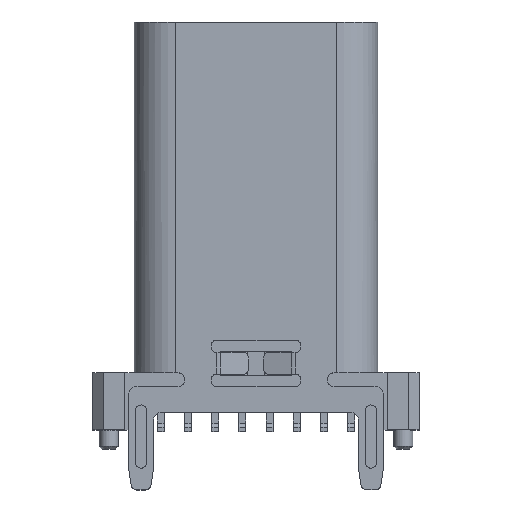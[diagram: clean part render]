
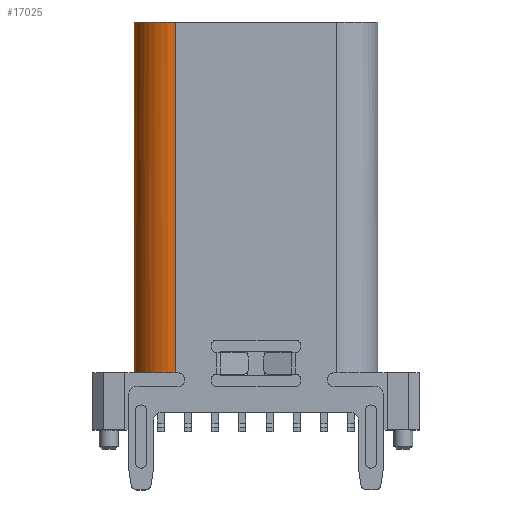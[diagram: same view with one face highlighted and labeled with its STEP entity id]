
A CAD part, top view. The second image highlights one B-rep face of the part: STEP entity #17025.
In plain terms, the highlighted cylindrical face has radius 1.5 mm (diameter 3 mm), a partial arc.
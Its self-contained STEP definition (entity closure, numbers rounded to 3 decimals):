
#4746=CARTESIAN_POINT('',(-0.229,6.306,
-0.318));
#4747=DIRECTION('',(0.,-1.,0.));
#4748=DIRECTION('',(-0.626,0.,0.78));
#4749=AXIS2_PLACEMENT_3D('',#4746,#4747,#4748);
#4832=DIRECTION('',(0.,-1.,0.));
#4833=VECTOR('',#4832,12.9);
#4834=CARTESIAN_POINT('',(-1.729,19.206,
-0.318));
#4835=LINE('',#4834,#4833);
#4839=DIRECTION('',(0.,1.,0.));
#4840=VECTOR('',#4839,12.9);
#4841=CARTESIAN_POINT('',(-0.229,6.306,
1.182));
#4842=LINE('',#4841,#4840);
#5278=CARTESIAN_POINT('',(-0.229,19.206,
-0.318));
#5279=DIRECTION('',(0.,1.,0.));
#5280=DIRECTION('',(-1.,0.,0.));
#5281=AXIS2_PLACEMENT_3D('',#5278,#5279,#5280);
#5728=CARTESIAN_POINT('',(-0.229,6.306,
-0.318));
#5729=DIRECTION('',(0.,-1.,0.));
#5730=DIRECTION('',(0.,0.,1.));
#5731=AXIS2_PLACEMENT_3D('',#5728,#5729,#5730);
#11904=CARTESIAN_POINT('',(-1.167,6.306,
0.852));
#11905=CARTESIAN_POINT('',(-1.729,6.306,
-0.318));
#11906=VERTEX_POINT('',#11904);
#11907=VERTEX_POINT('',#11905);
#12062=CARTESIAN_POINT('',(-0.229,19.206,
1.182));
#12064=VERTEX_POINT('',#12062);
#12764=CARTESIAN_POINT('',(-1.729,19.206,
-0.318));
#12765=VERTEX_POINT('',#12764);
#12766=CARTESIAN_POINT('',(-0.229,6.306,
1.182));
#12767=VERTEX_POINT('',#12766);
#17009=CARTESIAN_POINT('',(-0.229,21.306,
-0.318));
#17010=DIRECTION('',(0.,-1.,0.));
#17011=DIRECTION('',(0.,0.,-1.));
#17012=AXIS2_PLACEMENT_3D('',#17009,#17010,#17011);
#17013=CYLINDRICAL_SURFACE('',#17012,1.5);
#17014=ORIENTED_EDGE('',*,*,#16991,.T.);
#17016=ORIENTED_EDGE('',*,*,#17015,.F.);
#17018=ORIENTED_EDGE('',*,*,#17017,.T.);
#17020=ORIENTED_EDGE('',*,*,#17019,.F.);
#17022=ORIENTED_EDGE('',*,*,#17021,.T.);
#17023=EDGE_LOOP('',(#17014,#17016,#17018,#17020,#17022));
#17024=FACE_OUTER_BOUND('',#17023,.F.);
#4750=CIRCLE('',#4749,1.5);
#5282=CIRCLE('',#5281,1.5);
#5732=CIRCLE('',#5731,1.5);
#16991=EDGE_CURVE('',#11906,#11907,#4750,.T.);
#17015=EDGE_CURVE('',#12765,#11907,#4835,.T.);
#17017=EDGE_CURVE('',#12765,#12064,#5282,.T.);
#17019=EDGE_CURVE('',#12767,#12064,#4842,.T.);
#17021=EDGE_CURVE('',#12767,#11906,#5732,.T.);
#17025=ADVANCED_FACE('',(#17024),#17013,.T.);
